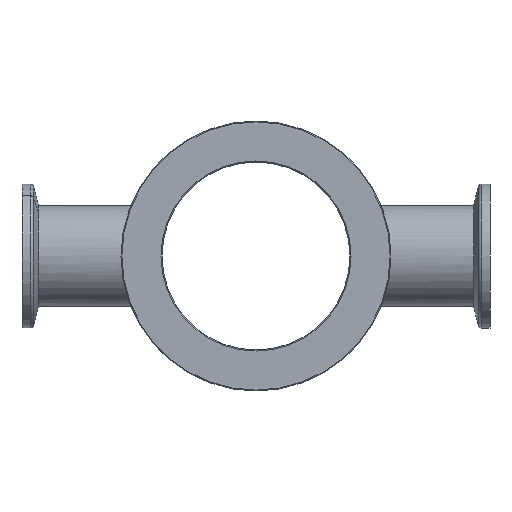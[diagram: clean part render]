
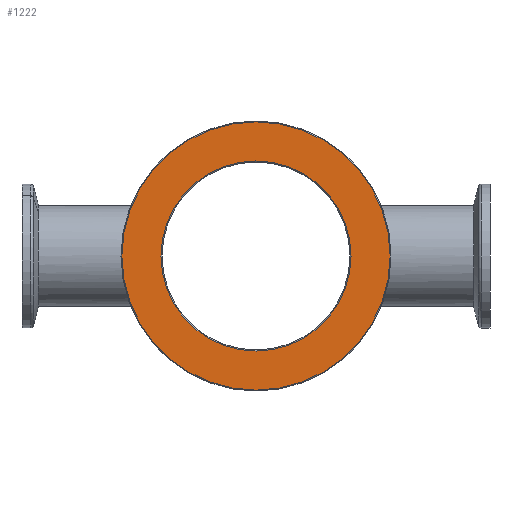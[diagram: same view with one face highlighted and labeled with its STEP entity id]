
A CAD part, left-side view. The second image highlights one B-rep face of the part: STEP entity #1222.
In plain terms, the highlighted face is planar.
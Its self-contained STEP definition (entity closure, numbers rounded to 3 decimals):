
#10 = CARTESIAN_POINT ( 'NONE',  ( -26.1, 0., 0. ) ) ;
#49 = DIRECTION ( 'NONE',  ( 0., 1., 0. ) ) ;
#157 = FACE_BOUND ( 'NONE', #210, .T. ) ;
#173 = CARTESIAN_POINT ( 'NONE',  ( 26.4, 0., 0. ) ) ;
#199 = CARTESIAN_POINT ( 'NONE',  ( -37.25, 0., 0. ) ) ;
#204 = AXIS2_PLACEMENT_3D ( 'NONE', #10, #1729, #438 ) ;
#210 = EDGE_LOOP ( 'NONE', ( #1037, #398 ) ) ;
#213 = AXIS2_PLACEMENT_3D ( 'NONE', #1563, #266, #1776 ) ;
#266 = DIRECTION ( 'NONE',  ( 0., -1., 0. ) ) ;
#398 = ORIENTED_EDGE ( 'NONE', *, *, #2158, .T. ) ;
#405 = EDGE_LOOP ( 'NONE', ( #422, #1586 ) ) ;
#422 = ORIENTED_EDGE ( 'NONE', *, *, #1427, .T. ) ;
#432 = PLANE ( 'NONE',  #204 ) ;
#438 = DIRECTION ( 'NONE',  ( 1., 0., 0. ) ) ;
#474 = CARTESIAN_POINT ( 'NONE',  ( 0., 0., 0. ) ) ;
#503 = CIRCLE ( 'NONE', #1943, 26.4 ) ;
#693 = DIRECTION ( 'NONE',  ( 1., 0., 0. ) ) ;
#763 = DIRECTION ( 'NONE',  ( 0., 1., 0. ) ) ;
#1037 = ORIENTED_EDGE ( 'NONE', *, *, #2457, .T. ) ;
#1138 = CARTESIAN_POINT ( 'NONE',  ( -26.4, 0., 0. ) ) ;
#1149 = CIRCLE ( 'NONE', #213, 37.25 ) ;
#1222 = ADVANCED_FACE ( 'NONE', ( #157, #1233 ), #432, .T. ) ;
#1233 = FACE_OUTER_BOUND ( 'NONE', #405, .T. ) ;
#1330 = CARTESIAN_POINT ( 'NONE',  ( 0., 0., 0. ) ) ;
#1427 = EDGE_CURVE ( 'NONE', #1660, #2371, #1595, .T. ) ;
#1551 = DIRECTION ( 'NONE',  ( 1., 0., 0. ) ) ;
#1563 = CARTESIAN_POINT ( 'NONE',  ( 0., 0., 0. ) ) ;
#1586 = ORIENTED_EDGE ( 'NONE', *, *, #2319, .T. ) ;
#1595 = CIRCLE ( 'NONE', #1973, 37.25 ) ;
#1630 = VERTEX_POINT ( 'NONE', #1138 ) ;
#1660 = VERTEX_POINT ( 'NONE', #199 ) ;
#1718 = AXIS2_PLACEMENT_3D ( 'NONE', #2052, #763, #2295 ) ;
#1729 = DIRECTION ( 'NONE',  ( 0., -1., 0. ) ) ;
#1776 = DIRECTION ( 'NONE',  ( 1., 0., 0. ) ) ;
#1943 = AXIS2_PLACEMENT_3D ( 'NONE', #1330, #49, #1551 ) ;
#1973 = AXIS2_PLACEMENT_3D ( 'NONE', #474, #1982, #693 ) ;
#1982 = DIRECTION ( 'NONE',  ( 0., -1., 0. ) ) ;
#2021 = VERTEX_POINT ( 'NONE', #173 ) ;
#2052 = CARTESIAN_POINT ( 'NONE',  ( 0., 0., 0. ) ) ;
#2158 = EDGE_CURVE ( 'NONE', #1630, #2021, #503, .T. ) ;
#2190 = CIRCLE ( 'NONE', #1718, 26.4 ) ;
#2292 = CARTESIAN_POINT ( 'NONE',  ( 37.25, 0., 0. ) ) ;
#2295 = DIRECTION ( 'NONE',  ( 1., 0., 0. ) ) ;
#2319 = EDGE_CURVE ( 'NONE', #2371, #1660, #1149, .T. ) ;
#2371 = VERTEX_POINT ( 'NONE', #2292 ) ;
#2457 = EDGE_CURVE ( 'NONE', #2021, #1630, #2190, .T. ) ;
